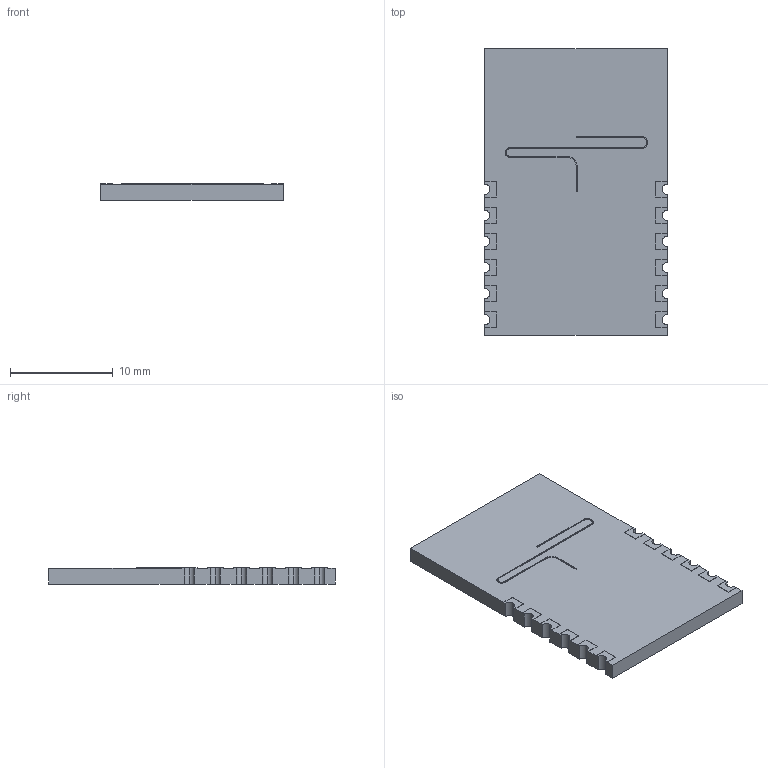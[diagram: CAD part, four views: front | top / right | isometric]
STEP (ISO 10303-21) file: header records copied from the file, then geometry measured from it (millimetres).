
FILE_DESCRIPTION (( 'STEP AP214' ), '1' );
FILE_NAME ('MRF89X.STEP', '2014-05-21T07:49:11', ( '' ), ( '' ), 'SwSTEP 2.0', 'SolidWorks 2014', '' );
FILE_SCHEMA (( 'AUTOMOTIVE_DESIGN' ));
Length unit declared in the file: millimetre
Products named in the file (1): MRF89X
Bounding box: 17.78 x 27.9 x 1.58 mm (x, y, z)
Volume: 762.3 mm3; surface area: 1139.6 mm2
Topology: 1 solids, 1 shells, 103 faces, 300 edges, 200 vertices
Faces by surface type: plane 77, cylinder 26
Entity records: 4355 total; most frequent: CARTESIAN_POINT 604, ORIENTED_EDGE 600, DIRECTION 560, EDGE_CURVE 300, VECTOR 248, LINE 248, VERTEX_POINT 200, AXIS2_PLACEMENT_3D 156
